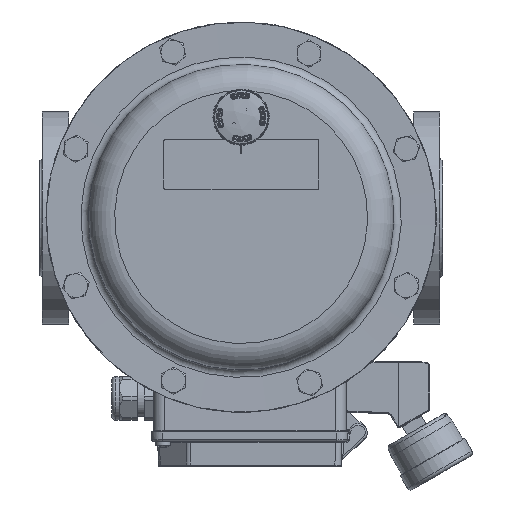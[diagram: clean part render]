
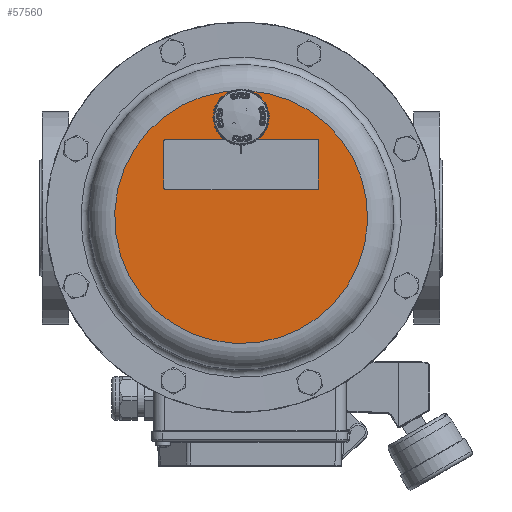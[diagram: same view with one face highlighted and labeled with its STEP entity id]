
A CAD part, top view. The second image highlights one B-rep face of the part: STEP entity #57560.
In plain terms, the highlighted planar face has unit normal (0, 0, 1).
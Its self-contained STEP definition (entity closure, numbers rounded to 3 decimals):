
#6437=LINE('',#102214,#9728);
#6441=LINE('',#102223,#9732);
#6444=LINE('',#102231,#9735);
#6447=LINE('',#102239,#9738);
#9728=VECTOR('',#72355,1000.);
#9732=VECTOR('',#72365,1000.);
#9735=VECTOR('',#72374,1000.);
#9738=VECTOR('',#72383,1000.);
#11211=FACE_BOUND('',#16421,.T.);
#11212=FACE_BOUND('',#16422,.T.);
#13013=FACE_OUTER_BOUND('',#16420,.T.);
#16420=EDGE_LOOP('',(#43040));
#16421=EDGE_LOOP('',(#43041,#43042,#43043,#43044,#43045,#43046,#43047,#43048));
#16422=EDGE_LOOP('',(#43049,#43050));
#19067=CIRCLE('',#61273,10.35);
#19136=CIRCLE('',#61368,69.65);
#19389=CIRCLE('',#61929,1.);
#19390=CIRCLE('',#61932,1.);
#19391=CIRCLE('',#61935,1.);
#19392=CIRCLE('',#61938,1.);
#19393=CIRCLE('',#61988,10.35);
#22981=VERTEX_POINT('',#98871);
#22982=VERTEX_POINT('',#98872);
#23068=VERTEX_POINT('',#99453);
#23550=VERTEX_POINT('',#102212);
#23551=VERTEX_POINT('',#102213);
#23552=VERTEX_POINT('',#102218);
#23553=VERTEX_POINT('',#102222);
#23554=VERTEX_POINT('',#102226);
#23555=VERTEX_POINT('',#102230);
#23556=VERTEX_POINT('',#102234);
#23557=VERTEX_POINT('',#102238);
#29477=EDGE_CURVE('',#22981,#22982,#19067,.T.);
#29592=EDGE_CURVE('',#23068,#23068,#19136,.T.);
#30366=EDGE_CURVE('',#23550,#23551,#6437,.T.);
#30369=EDGE_CURVE('',#23551,#23552,#19389,.T.);
#30371=EDGE_CURVE('',#23552,#23553,#6441,.T.);
#30373=EDGE_CURVE('',#23553,#23554,#19390,.T.);
#30375=EDGE_CURVE('',#23554,#23555,#6444,.T.);
#30377=EDGE_CURVE('',#23555,#23556,#19391,.T.);
#30379=EDGE_CURVE('',#23556,#23557,#6447,.T.);
#30381=EDGE_CURVE('',#23557,#23550,#19392,.T.);
#30454=EDGE_CURVE('',#22982,#22981,#19393,.T.);
#43040=ORIENTED_EDGE('',*,*,#29592,.F.);
#43041=ORIENTED_EDGE('',*,*,#30381,.F.);
#43042=ORIENTED_EDGE('',*,*,#30379,.F.);
#43043=ORIENTED_EDGE('',*,*,#30377,.F.);
#43044=ORIENTED_EDGE('',*,*,#30375,.F.);
#43045=ORIENTED_EDGE('',*,*,#30373,.F.);
#43046=ORIENTED_EDGE('',*,*,#30371,.F.);
#43047=ORIENTED_EDGE('',*,*,#30369,.F.);
#43048=ORIENTED_EDGE('',*,*,#30366,.F.);
#43049=ORIENTED_EDGE('',*,*,#30454,.T.);
#43050=ORIENTED_EDGE('',*,*,#29477,.T.);
#52078=PLANE('',#61987);
#57560=ADVANCED_FACE('',(#13013,#11211,#11212),#52078,.F.);
#61273=AXIS2_PLACEMENT_3D('',#98873,#70803,#70804);
#61368=AXIS2_PLACEMENT_3D('',#99455,#71018,#71019);
#61929=AXIS2_PLACEMENT_3D('',#102219,#72360,#72361);
#61932=AXIS2_PLACEMENT_3D('',#102227,#72369,#72370);
#61935=AXIS2_PLACEMENT_3D('',#102235,#72378,#72379);
#61938=AXIS2_PLACEMENT_3D('',#102242,#72387,#72388);
#61987=AXIS2_PLACEMENT_3D('',#102387,#72557,#72558);
#61988=AXIS2_PLACEMENT_3D('',#102388,#72559,#72560);
#70803=DIRECTION('center_axis',(0.,0.,
-1.));
#70804=DIRECTION('ref_axis',(-0.924,0.383,0.));
#71018=DIRECTION('center_axis',(0.,0.,
-1.));
#71019=DIRECTION('ref_axis',(-0.924,0.383,0.));
#72355=DIRECTION('',(0.,1.,0.));
#72360=DIRECTION('center_axis',(0.,0.,
1.));
#72361=DIRECTION('ref_axis',(0.,-1.,0.));
#72365=DIRECTION('',(-1.,0.,0.));
#72369=DIRECTION('center_axis',(0.,0.,
1.));
#72370=DIRECTION('ref_axis',(0.,-1.,0.));
#72374=DIRECTION('',(0.,-1.,0.));
#72378=DIRECTION('center_axis',(0.,0.,
1.));
#72379=DIRECTION('ref_axis',(0.,-1.,0.));
#72383=DIRECTION('',(1.,0.,0.));
#72387=DIRECTION('center_axis',(0.,0.,
1.));
#72388=DIRECTION('ref_axis',(0.,-1.,0.));
#72557=DIRECTION('center_axis',(0.,0.,
-1.));
#72558=DIRECTION('ref_axis',(-0.924,0.383,0.));
#72559=DIRECTION('center_axis',(0.,0.,
-1.));
#72560=DIRECTION('ref_axis',(-0.924,0.383,0.));
#98871=CARTESIAN_POINT('',(0.,65.35,301.));
#98872=CARTESIAN_POINT('',(0.,44.65,301.));
#98873=CARTESIAN_POINT('Origin',(0.,55.,301.));
#99453=CARTESIAN_POINT('',(64.348,-26.654,301.));
#99455=CARTESIAN_POINT('Origin',(0.,0.,
301.));
#102212=CARTESIAN_POINT('',(42.5,16.,301.));
#102213=CARTESIAN_POINT('',(42.5,42.,301.));
#102214=CARTESIAN_POINT('',(42.5,16.,301.));
#102218=CARTESIAN_POINT('',(41.5,43.,301.));
#102219=CARTESIAN_POINT('Origin',(41.5,42.,301.));
#102222=CARTESIAN_POINT('',(-41.5,43.,301.));
#102223=CARTESIAN_POINT('',(41.5,43.,301.));
#102226=CARTESIAN_POINT('',(-42.5,42.,301.));
#102227=CARTESIAN_POINT('Origin',(-41.5,42.,301.));
#102230=CARTESIAN_POINT('',(-42.5,16.,301.));
#102231=CARTESIAN_POINT('',(-42.5,16.,301.));
#102234=CARTESIAN_POINT('',(-41.5,15.,301.));
#102235=CARTESIAN_POINT('Origin',(-41.5,16.,301.));
#102238=CARTESIAN_POINT('',(41.5,15.,301.));
#102239=CARTESIAN_POINT('',(41.5,15.,301.));
#102242=CARTESIAN_POINT('Origin',(41.5,16.,301.));
#102387=CARTESIAN_POINT('Origin',(0.,0.,
301.));
#102388=CARTESIAN_POINT('Origin',(0.,55.,301.));
